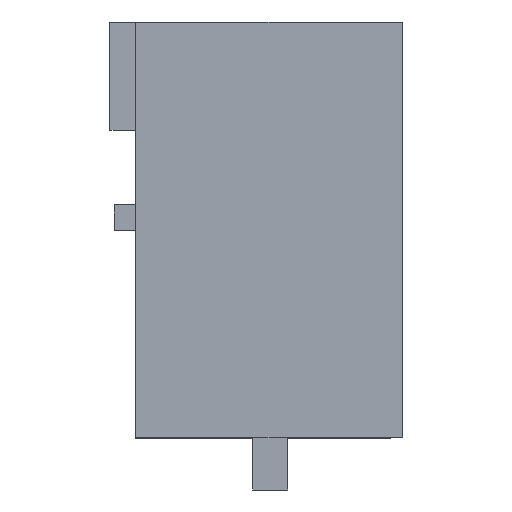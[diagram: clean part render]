
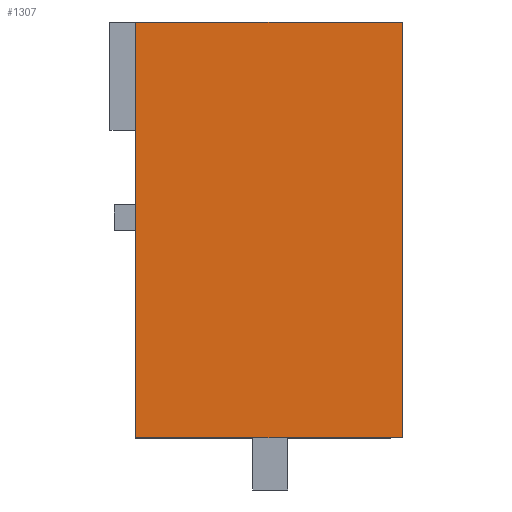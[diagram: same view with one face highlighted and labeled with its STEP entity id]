
A CAD part, left-side view. The second image highlights one B-rep face of the part: STEP entity #1307.
In plain terms, the highlighted planar face has unit normal (-1, 0, 0).
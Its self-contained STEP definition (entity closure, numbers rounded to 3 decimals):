
#1294=AXIS2_PLACEMENT_3D('Plane Axis2P3D',#1291,#1292,#1293) ;
#89=CARTESIAN_POINT('Vertex',(0.,0.,13.5)) ;
#124=CARTESIAN_POINT('Vertex',(0.,7.68,13.5)) ;
#127=CARTESIAN_POINT('Line Origine',(0.,3.84,13.5)) ;
#719=CARTESIAN_POINT('Line Origine',(0.,0.,7.5)) ;
#723=CARTESIAN_POINT('Vertex',(0.,0.,1.5)) ;
#907=CARTESIAN_POINT('Vertex',(0.,7.68,1.5)) ;
#910=CARTESIAN_POINT('Line Origine',(0.,7.68,7.5)) ;
#1291=CARTESIAN_POINT('Axis2P3D Location',(0.,8.107,13.5)) ;
#1296=CARTESIAN_POINT('Line Origine',(0.,3.84,1.5)) ;
#128=DIRECTION('Vector Direction',(0.,-1.,0.)) ;
#720=DIRECTION('Vector Direction',(0.,0.,-1.)) ;
#911=DIRECTION('Vector Direction',(0.,0.,-1.)) ;
#1292=DIRECTION('Axis2P3D Direction',(1.,0.,0.)) ;
#1293=DIRECTION('Axis2P3D XDirection',(0.,-1.,0.)) ;
#1297=DIRECTION('Vector Direction',(0.,1.,0.)) ;
#129=VECTOR('Line Direction',#128,1.) ;
#721=VECTOR('Line Direction',#720,1.) ;
#912=VECTOR('Line Direction',#911,1.) ;
#1298=VECTOR('Line Direction',#1297,1.) ;
#1302=ORIENTED_EDGE('',*,*,#914,.T.) ;
#1303=ORIENTED_EDGE('',*,*,#1300,.F.) ;
#1304=ORIENTED_EDGE('',*,*,#725,.F.) ;
#1305=ORIENTED_EDGE('',*,*,#131,.T.) ;
#1307=ADVANCED_FACE('Body',(#1306),#1295,.F.) ;
#131=EDGE_CURVE('',#90,#125,#130,.F.) ;
#725=EDGE_CURVE('',#90,#724,#722,.T.) ;
#914=EDGE_CURVE('',#125,#908,#913,.T.) ;
#1300=EDGE_CURVE('',#724,#908,#1299,.T.) ;
#1301=EDGE_LOOP('',(#1302,#1303,#1304,#1305)) ;
#1306=FACE_OUTER_BOUND('',#1301,.T.) ;
#130=LINE('Line',#127,#129) ;
#722=LINE('Line',#719,#721) ;
#913=LINE('Line',#910,#912) ;
#1299=LINE('Line',#1296,#1298) ;
#1295=PLANE('',#1294) ;
#90=VERTEX_POINT('',#89) ;
#125=VERTEX_POINT('',#124) ;
#724=VERTEX_POINT('',#723) ;
#908=VERTEX_POINT('',#907) ;
